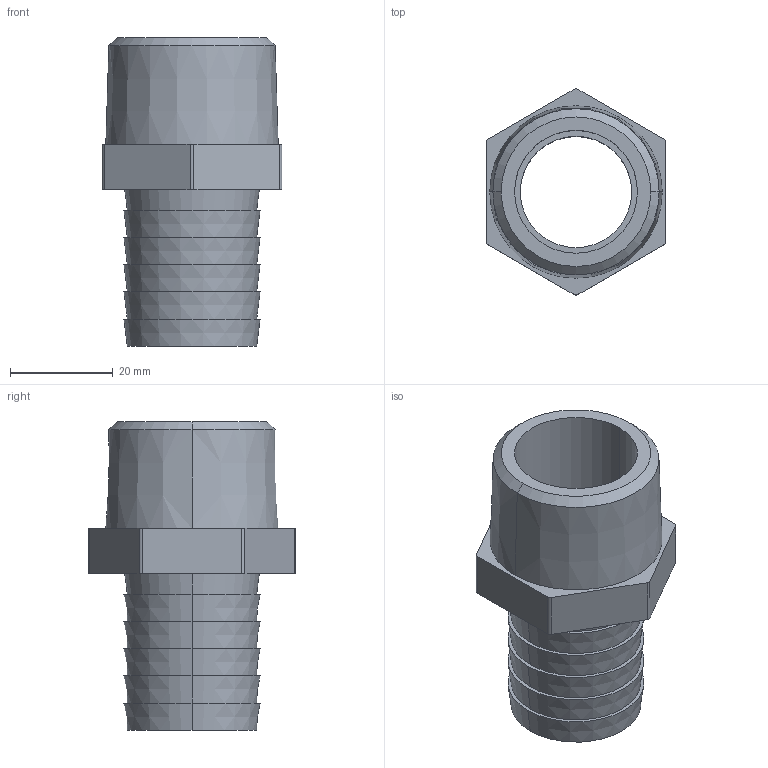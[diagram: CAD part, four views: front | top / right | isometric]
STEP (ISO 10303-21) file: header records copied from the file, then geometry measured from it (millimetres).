
FILE_DESCRIPTION (( 'STEP AP214' ), '1' );
FILE_NAME ('BAHB-1-1N.step', '2017-08-29T20:33:58', ( '' ), ( '' ), 'SwSTEP 2.0', 'SolidWorks 2017', '' );
FILE_SCHEMA (( 'AUTOMOTIVE_DESIGN' ));
Length unit declared in the file: inch
Products named in the file (1): BAHB-1-1N
Bounding box: 34.92 x 40.09 x 59.97 mm (x, y, z)
Volume: 18920.2 mm3; surface area: 11364.6 mm2
Topology: 1 solids, 1 shells, 42 faces, 94 edges, 62 vertices
Faces by surface type: cone 16, plane 16, cylinder 10
Entity records: 1236 total; most frequent: DIRECTION 230, CARTESIAN_POINT 199, ORIENTED_EDGE 188, EDGE_CURVE 94, AXIS2_PLACEMENT_3D 93, VERTEX_POINT 62, EDGE_LOOP 52, CIRCLE 50
